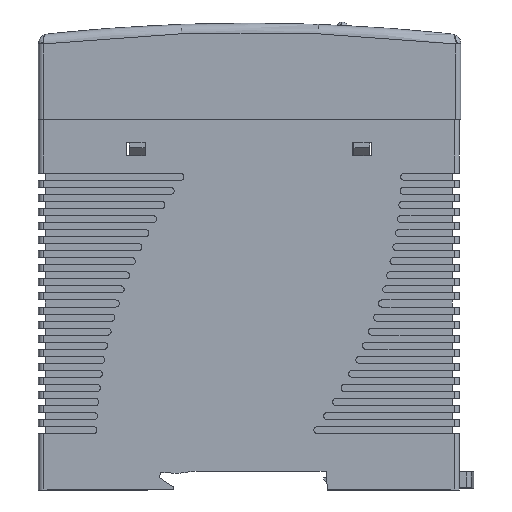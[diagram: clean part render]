
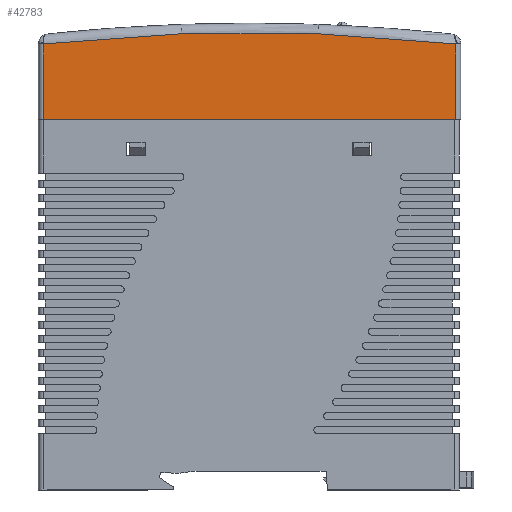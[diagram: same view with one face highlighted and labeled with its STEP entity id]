
A CAD part, left-side view. The second image highlights one B-rep face of the part: STEP entity #42783.
In plain terms, the highlighted face is planar.
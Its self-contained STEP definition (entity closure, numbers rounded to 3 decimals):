
#366 = ORIENTED_EDGE ( 'NONE', *, *, #54260, .F. ) ;
#1772 = LINE ( 'NONE', #13084, #24155 ) ;
#2726 = VERTEX_POINT ( 'NONE', #47318 ) ;
#8224 = ORIENTED_EDGE ( 'NONE', *, *, #21632, .T. ) ;
#13084 = CARTESIAN_POINT ( 'NONE',  ( 11.25, -44., -20.5 ) ) ;
#13221 = PLANE ( 'NONE',  #53267 ) ;
#15254 = CARTESIAN_POINT ( 'NONE',  ( 11.25, 44., -4.429 ) ) ;
#19757 = LINE ( 'NONE', #46996, #20730 ) ;
#20730 = VECTOR ( 'NONE', #41084, 1000. ) ;
#21632 = EDGE_CURVE ( 'NONE', #48588, #2726, #1772, .T. ) ;
#24098 = FACE_OUTER_BOUND ( 'NONE', #25658, .T. ) ;
#24155 = VECTOR ( 'NONE', #55746, 1000. ) ;
#25658 = EDGE_LOOP ( 'NONE', ( #366, #8224, #58042, #32127 ) ) ;
#26583 = VERTEX_POINT ( 'NONE', #15254 ) ;
#27629 = CARTESIAN_POINT ( 'NONE',  ( 11.25, -44., -20.5 ) ) ;
#27822 = CIRCLE ( 'NONE', #62340, 399.762 ) ;
#32127 = ORIENTED_EDGE ( 'NONE', *, *, #65667, .T. ) ;
#36325 = DIRECTION ( 'NONE',  ( 1., 0., 0. ) ) ;
#40553 = DIRECTION ( 'NONE',  ( 0., 0., -1. ) ) ;
#41084 = DIRECTION ( 'NONE',  ( 0., 0., 1. ) ) ;
#41778 = DIRECTION ( 'NONE',  ( 0., 0., -1. ) ) ;
#42783 = ADVANCED_FACE ( 'NONE', ( #24098 ), #13221, .T. ) ;
#43726 = DIRECTION ( 'NONE',  ( 0., 0., 1. ) ) ;
#46996 = CARTESIAN_POINT ( 'NONE',  ( 11.25, 44., -22. ) ) ;
#47318 = CARTESIAN_POINT ( 'NONE',  ( 11.25, 44., -20.5 ) ) ;
#47343 = DIRECTION ( 'NONE',  ( 1., 0., 0. ) ) ;
#48588 = VERTEX_POINT ( 'NONE', #27629 ) ;
#48941 = CARTESIAN_POINT ( 'NONE',  ( 11.25, -44., -22. ) ) ;
#51693 = CARTESIAN_POINT ( 'NONE',  ( 11.25, -44., -22. ) ) ;
#52735 = VECTOR ( 'NONE', #43726, 1000. ) ;
#53267 = AXIS2_PLACEMENT_3D ( 'NONE', #51693, #36325, #40553 ) ;
#54260 = EDGE_CURVE ( 'NONE', #48588, #63273, #64968, .T. ) ;
#55746 = DIRECTION ( 'NONE',  ( 0., 1., 0. ) ) ;
#57466 = CARTESIAN_POINT ( 'NONE',  ( 11.25, 0., -401.762 ) ) ;
#58042 = ORIENTED_EDGE ( 'NONE', *, *, #63465, .T. ) ;
#62340 = AXIS2_PLACEMENT_3D ( 'NONE', #57466, #47343, #41778 ) ;
#63273 = VERTEX_POINT ( 'NONE', #64811 ) ;
#63465 = EDGE_CURVE ( 'NONE', #2726, #26583, #19757, .T. ) ;
#64811 = CARTESIAN_POINT ( 'NONE',  ( 11.25, -44., -4.429 ) ) ;
#64968 = LINE ( 'NONE', #48941, #52735 ) ;
#65667 = EDGE_CURVE ( 'NONE', #26583, #63273, #27822, .T. ) ;
